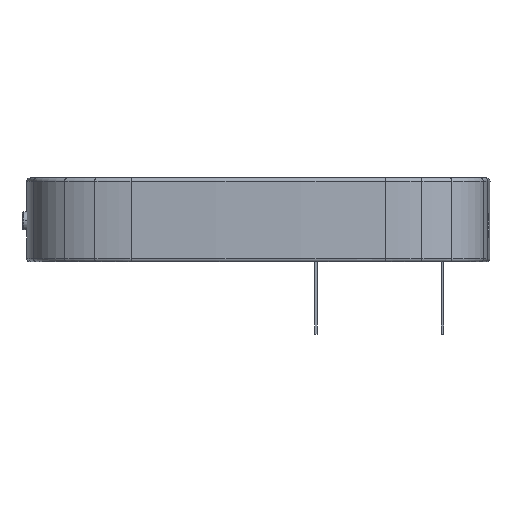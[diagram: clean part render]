
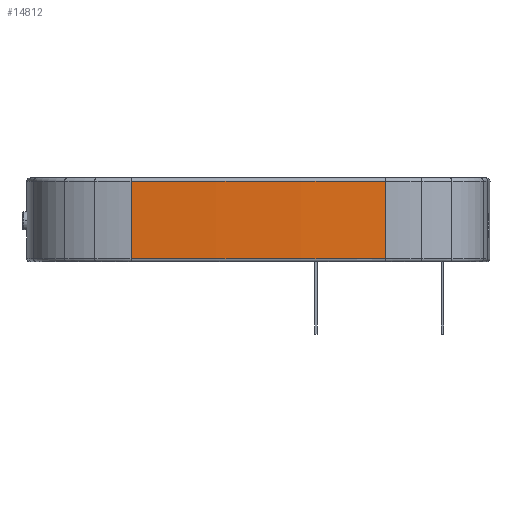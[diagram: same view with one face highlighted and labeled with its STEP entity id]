
A CAD part, front view. The second image highlights one B-rep face of the part: STEP entity #14812.
In plain terms, the highlighted cylindrical face has radius 283.742 mm (diameter 567.484 mm), a partial arc.
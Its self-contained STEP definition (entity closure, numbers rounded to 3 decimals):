
#9363=CARTESIAN_POINT('',(0.,217.764,0.1));
#9364=DIRECTION('',(0.,0.,-1.));
#9365=DIRECTION('',(0.068,-0.998,0.));
#9366=AXIS2_PLACEMENT_3D('',#9363,#9364,#9365);
#9368=CARTESIAN_POINT('',(0.,217.764,-11.572));
#9369=DIRECTION('',(0.,0.,1.));
#9370=DIRECTION('',(-0.068,-0.998,0.));
#9371=AXIS2_PLACEMENT_3D('',#9368,#9369,#9370);
#9373=DIRECTION('',(0.,0.,1.));
#9374=VECTOR('',#9373,11.672);
#9375=CARTESIAN_POINT('',(-19.242,-65.325,-11.572));
#9376=LINE('',#9375,#9374);
#9446=DIRECTION('',(0.,0.,1.));
#9447=VECTOR('',#9446,11.672);
#9448=CARTESIAN_POINT('',(19.242,-65.325,-11.572));
#9449=LINE('',#9448,#9447);
#10488=CARTESIAN_POINT('',(19.242,-65.325,0.1));
#10489=VERTEX_POINT('',#10488);
#10492=CARTESIAN_POINT('',(-19.242,-65.325,0.1));
#10493=VERTEX_POINT('',#10492);
#10520=CARTESIAN_POINT('',(19.242,-65.325,-11.572));
#10522=VERTEX_POINT('',#10520);
#10524=CARTESIAN_POINT('',(-19.242,-65.325,-11.572));
#10525=VERTEX_POINT('',#10524);
#14798=CARTESIAN_POINT('',(0.,217.764,-16.5));
#14799=DIRECTION('',(0.,0.,1.));
#14800=DIRECTION('',(0.,-1.,0.));
#14801=AXIS2_PLACEMENT_3D('',#14798,#14799,#14800);
#14802=CYLINDRICAL_SURFACE('',#14801,283.742);
#14804=ORIENTED_EDGE('',*,*,#14803,.F.);
#14806=ORIENTED_EDGE('',*,*,#14805,.F.);
#14807=ORIENTED_EDGE('',*,*,#14789,.F.);
#14809=ORIENTED_EDGE('',*,*,#14808,.T.);
#14810=EDGE_LOOP('',(#14804,#14806,#14807,#14809));
#14811=FACE_OUTER_BOUND('',#14810,.F.);
#14812=ADVANCED_FACE('',(#14811),#14802,.T.);
#9367=CIRCLE('',#9366,283.742);
#9372=CIRCLE('',#9371,283.742);
#14789=EDGE_CURVE('',#10525,#10522,#9372,.T.);
#14803=EDGE_CURVE('',#10489,#10493,#9367,.T.);
#14805=EDGE_CURVE('',#10522,#10489,#9449,.T.);
#14808=EDGE_CURVE('',#10525,#10493,#9376,.T.);
